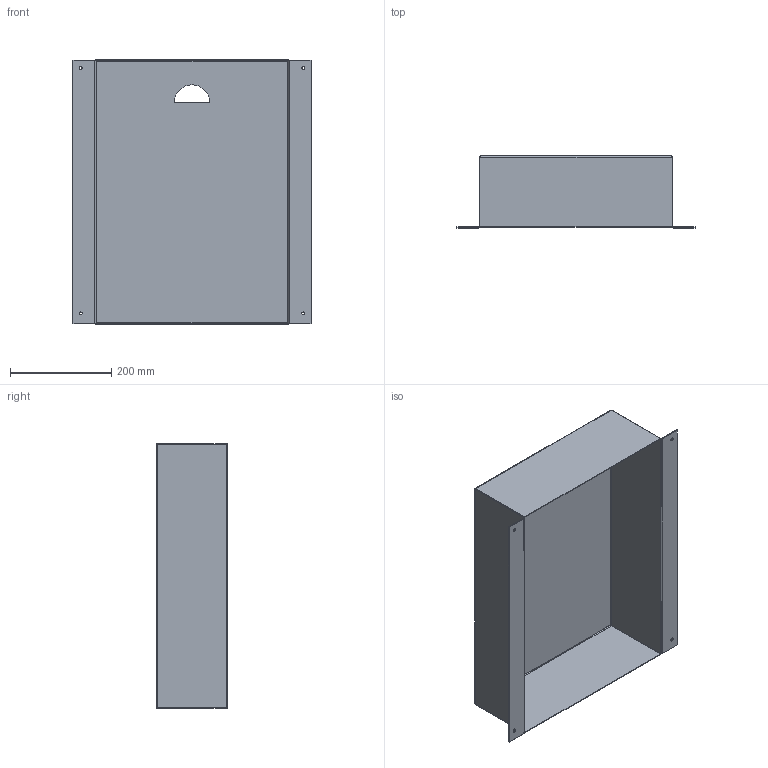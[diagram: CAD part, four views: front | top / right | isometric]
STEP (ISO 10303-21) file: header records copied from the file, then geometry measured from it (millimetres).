
FILE_DESCRIPTION(/* description */ ('STEP AP214'),/* implementation_level */ '2;1');
FILE_NAME(/* name */ '68a743009ee1017bae0a0ba5',/* time_stamp */ '2025-08-21T16:02:09Z',/* author */ (''),/* organization */ (''),/* preprocessor_version */ 'ST-DEVELOPER v20',/* originating_system */ 'ONSHAPE BY PTC INC, 1.202',/* authorisation */ ' ');
FILE_SCHEMA (('AUTOMOTIVE_DESIGN {1 0 10303 214 3 1 1}'));
Length unit declared in the file: metre
Products named in the file (1): Part 1
Bounding box: 470 x 141.5 x 523 mm (x, y, z)
Volume: 736998.3 mm3; surface area: 987711.3 mm2
Topology: 1 solids, 1 shells, 68 faces, 150 edges, 84 vertices
Faces by surface type: plane 51, cylinder 17
Full cylindrical faces by diameter (mm): 6 x4
Entity records: 1834 total; most frequent: DIRECTION 318, CARTESIAN_POINT 299, ORIENTED_EDGE 292, EDGE_CURVE 146, LINE 112, VECTOR 112, AXIS2_PLACEMENT_3D 103, VERTEX_POINT 84
